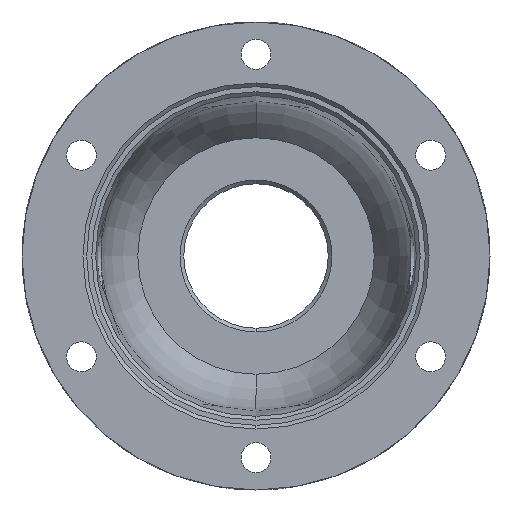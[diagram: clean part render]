
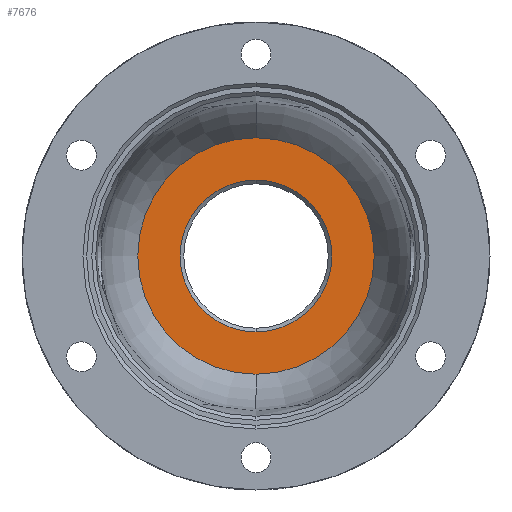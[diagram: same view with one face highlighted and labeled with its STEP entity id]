
A CAD part, left-side view. The second image highlights one B-rep face of the part: STEP entity #7676.
In plain terms, the highlighted planar face has unit normal (-1, 0, 0).
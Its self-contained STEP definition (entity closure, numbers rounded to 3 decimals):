
#136 = ORIENTED_EDGE ( 'NONE', *, *, #7917, .T. ) ;
#263 = DIRECTION ( 'NONE',  ( -1., 0., 0. ) ) ;
#436 = DIRECTION ( 'NONE',  ( 0., 0., -1. ) ) ;
#1147 = DIRECTION ( 'NONE',  ( 0., 0., -1. ) ) ;
#1157 = AXIS2_PLACEMENT_3D ( 'NONE', #2886, #9647, #9612 ) ;
#1516 = EDGE_CURVE ( 'NONE', #10148, #10639, #2822, .T. ) ;
#1608 = DIRECTION ( 'NONE',  ( 1., 0., 0. ) ) ;
#2098 = FACE_OUTER_BOUND ( 'NONE', #3598, .T. ) ;
#2591 = AXIS2_PLACEMENT_3D ( 'NONE', #5333, #6183, #1147 ) ;
#2683 = CARTESIAN_POINT ( 'NONE',  ( 46.5, 0., 0. ) ) ;
#2822 = CIRCLE ( 'NONE', #2591, 15.25 ) ;
#2886 = CARTESIAN_POINT ( 'NONE',  ( 46.5, 0., 0. ) ) ;
#3163 = ORIENTED_EDGE ( 'NONE', *, *, #1516, .T. ) ;
#3598 = EDGE_LOOP ( 'NONE', ( #5543, #9500 ) ) ;
#3978 = CARTESIAN_POINT ( 'NONE',  ( 46.5, 0., 15.25 ) ) ;
#4221 = FACE_BOUND ( 'NONE', #7020, .T. ) ;
#4360 = CIRCLE ( 'NONE', #1157, 23.75 ) ;
#4894 = CARTESIAN_POINT ( 'NONE',  ( 46.5, 0., 23.75 ) ) ;
#5098 = EDGE_CURVE ( 'NONE', #6418, #7161, #4360, .T. ) ;
#5297 = DIRECTION ( 'NONE',  ( 0., 0., 1. ) ) ;
#5333 = CARTESIAN_POINT ( 'NONE',  ( 46.5, 0., 0. ) ) ;
#5356 = PLANE ( 'NONE',  #7989 ) ;
#5543 = ORIENTED_EDGE ( 'NONE', *, *, #5098, .T. ) ;
#5672 = CIRCLE ( 'NONE', #6033, 23.75 ) ;
#5745 = DIRECTION ( 'NONE',  ( 0., 0., -1. ) ) ;
#5819 = CARTESIAN_POINT ( 'NONE',  ( 46.5, 0., 0. ) ) ;
#6033 = AXIS2_PLACEMENT_3D ( 'NONE', #2683, #263, #5297 ) ;
#6183 = DIRECTION ( 'NONE',  ( 1., 0., 0. ) ) ;
#6418 = VERTEX_POINT ( 'NONE', #4894 ) ;
#7020 = EDGE_LOOP ( 'NONE', ( #3163, #136 ) ) ;
#7049 = DIRECTION ( 'NONE',  ( 1., 0., 0. ) ) ;
#7161 = VERTEX_POINT ( 'NONE', #8784 ) ;
#7676 = ADVANCED_FACE ( 'NONE', ( #2098, #4221 ), #5356, .F. ) ;
#7917 = EDGE_CURVE ( 'NONE', #10639, #10148, #7965, .T. ) ;
#7965 = CIRCLE ( 'NONE', #9685, 15.25 ) ;
#7989 = AXIS2_PLACEMENT_3D ( 'NONE', #10548, #7049, #436 ) ;
#8081 = EDGE_CURVE ( 'NONE', #7161, #6418, #5672, .T. ) ;
#8784 = CARTESIAN_POINT ( 'NONE',  ( 46.5, 0., -23.75 ) ) ;
#9500 = ORIENTED_EDGE ( 'NONE', *, *, #8081, .T. ) ;
#9612 = DIRECTION ( 'NONE',  ( 0., 0., 1. ) ) ;
#9647 = DIRECTION ( 'NONE',  ( -1., 0., 0. ) ) ;
#9685 = AXIS2_PLACEMENT_3D ( 'NONE', #5819, #1608, #5745 ) ;
#10148 = VERTEX_POINT ( 'NONE', #3978 ) ;
#10191 = CARTESIAN_POINT ( 'NONE',  ( 46.5, 0., -15.25 ) ) ;
#10548 = CARTESIAN_POINT ( 'NONE',  ( 46.5, 0., 23.75 ) ) ;
#10639 = VERTEX_POINT ( 'NONE', #10191 ) ;
